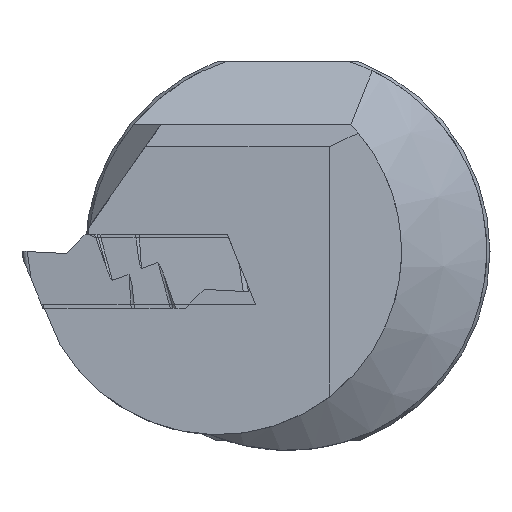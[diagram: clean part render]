
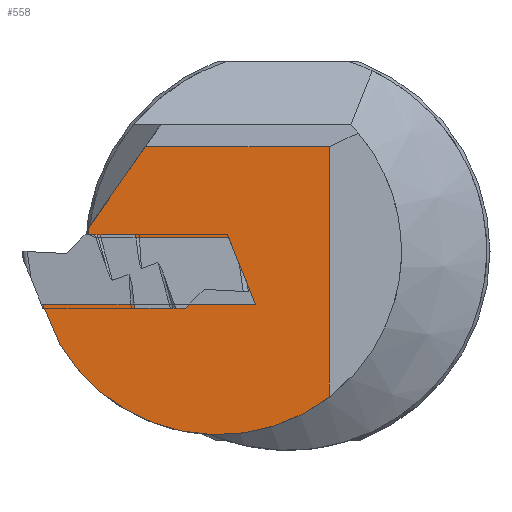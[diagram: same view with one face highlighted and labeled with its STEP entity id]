
A CAD part, left-side view. The second image highlights one B-rep face of the part: STEP entity #558.
In plain terms, the highlighted planar face has unit normal (-1, 0, 0).
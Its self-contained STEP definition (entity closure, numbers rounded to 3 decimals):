
#51=CIRCLE('',#1631,14.5);
#52=CIRCLE('',#1632,0.6);
#558=ADVANCED_FACE('',(#655),#606,.T.);
#606=PLANE('',#1633);
#655=FACE_OUTER_BOUND('',#714,.T.);
#714=EDGE_LOOP('',(#953,#954,#955,#956,#957,#958,#959,#960,#961));
#953=ORIENTED_EDGE('',*,*,#1294,.F.);
#954=ORIENTED_EDGE('',*,*,#1295,.T.);
#955=ORIENTED_EDGE('',*,*,#1296,.F.);
#956=ORIENTED_EDGE('',*,*,#1297,.F.);
#957=ORIENTED_EDGE('',*,*,#1298,.T.);
#958=ORIENTED_EDGE('',*,*,#1299,.T.);
#959=ORIENTED_EDGE('',*,*,#1300,.F.);
#960=ORIENTED_EDGE('',*,*,#1301,.F.);
#961=ORIENTED_EDGE('',*,*,#1302,.F.);
#1157=VERTEX_POINT('',#2183);
#1158=VERTEX_POINT('',#2184);
#1159=VERTEX_POINT('',#2186);
#1160=VERTEX_POINT('',#2188);
#1161=VERTEX_POINT('',#2190);
#1162=VERTEX_POINT('',#2192);
#1163=VERTEX_POINT('',#2194);
#1164=VERTEX_POINT('',#2196);
#1165=VERTEX_POINT('',#2198);
#1294=EDGE_CURVE('',#1157,#1158,#1432,.T.);
#1295=EDGE_CURVE('',#1157,#1159,#1433,.T.);
#1296=EDGE_CURVE('',#1160,#1159,#51,.T.);
#1297=EDGE_CURVE('',#1161,#1160,#1434,.T.);
#1298=EDGE_CURVE('',#1161,#1162,#1435,.T.);
#1299=EDGE_CURVE('',#1162,#1163,#1436,.T.);
#1300=EDGE_CURVE('',#1164,#1163,#52,.T.);
#1301=EDGE_CURVE('',#1165,#1164,#1437,.T.);
#1302=EDGE_CURVE('',#1158,#1165,#1438,.T.);
#1432=LINE('',#2182,#1536);
#1433=LINE('',#2185,#1537);
#1434=LINE('',#2189,#1538);
#1435=LINE('',#2191,#1539);
#1436=LINE('',#2193,#1540);
#1437=LINE('',#2197,#1541);
#1438=LINE('',#2199,#1542);
#1536=VECTOR('',#1861,1.);
#1537=VECTOR('',#1862,1.);
#1538=VECTOR('',#1865,1.);
#1539=VECTOR('',#1866,1.);
#1540=VECTOR('',#1867,1.);
#1541=VECTOR('',#1870,1.);
#1542=VECTOR('',#1871,1.);
#1631=AXIS2_PLACEMENT_3D('',#2187,#1863,#1864);
#1632=AXIS2_PLACEMENT_3D('',#2195,#1868,#1869);
#1633=AXIS2_PLACEMENT_3D('',#2200,#1872,#1873);
#1861=DIRECTION('',(0.,-1.,0.));
#1862=DIRECTION('',(0.,-0.394,-0.919));
#1863=DIRECTION('',(1.,0.,0.));
#1864=DIRECTION('',(0.,0.,1.));
#1865=DIRECTION('',(0.,0.,-1.));
#1866=DIRECTION('',(0.,1.,0.));
#1867=DIRECTION('',(0.,0.574,-0.819));
#1868=DIRECTION('',(1.,0.,0.));
#1869=DIRECTION('',(0.,0.,1.));
#1870=DIRECTION('',(0.,1.,0.));
#1871=DIRECTION('',(0.,0.375,0.927));
#1872=DIRECTION('',(-1.,0.,0.));
#1873=DIRECTION('',(0.,0.,1.));
#2182=CARTESIAN_POINT('',(0.3,0.,-4.2));
#2183=CARTESIAN_POINT('',(0.3,19.365,-4.2));
#2184=CARTESIAN_POINT('',(0.3,2.533,-4.2));
#2185=CARTESIAN_POINT('',(0.3,17.88,-7.663));
#2186=CARTESIAN_POINT('',(0.3,18.057,-7.25));
#2187=CARTESIAN_POINT('',(0.3,5.5,0.));
#2188=CARTESIAN_POINT('',(0.3,-3.3,-11.524));
#2189=CARTESIAN_POINT('',(0.3,-3.3,0.));
#2190=CARTESIAN_POINT('',(0.3,-3.3,8.275));
#2191=CARTESIAN_POINT('',(0.3,0.,8.275));
#2192=CARTESIAN_POINT('',(0.3,11.233,8.275));
#2193=CARTESIAN_POINT('',(0.3,11.425,8.));
#2194=CARTESIAN_POINT('',(0.3,15.753,1.819));
#2195=CARTESIAN_POINT('',(0.3,15.165,1.7));
#2196=CARTESIAN_POINT('',(0.3,15.165,1.1));
#2197=CARTESIAN_POINT('',(0.3,0.,1.1));
#2198=CARTESIAN_POINT('',(0.3,4.674,1.1));
#2199=CARTESIAN_POINT('',(0.3,3.636,-1.469));
#2200=CARTESIAN_POINT('',(0.3,0.,0.));
